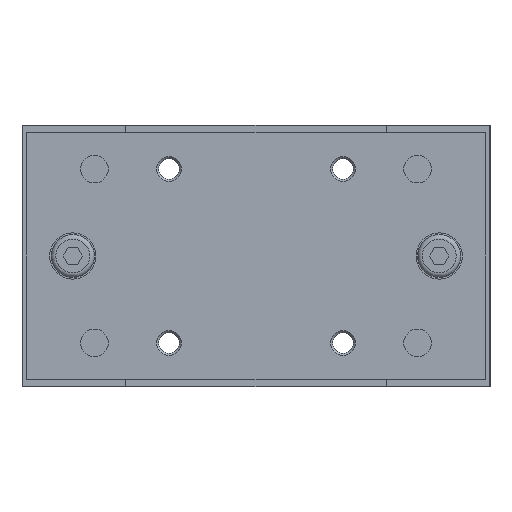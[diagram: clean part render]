
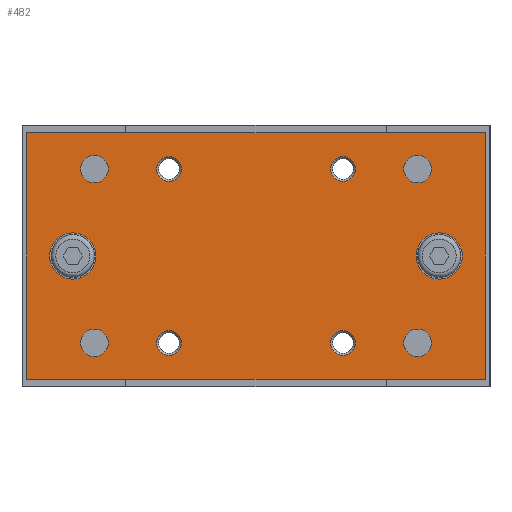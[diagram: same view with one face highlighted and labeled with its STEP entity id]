
A CAD part, left-side view. The second image highlights one B-rep face of the part: STEP entity #482.
In plain terms, the highlighted planar face has unit normal (-1, 0, 0).
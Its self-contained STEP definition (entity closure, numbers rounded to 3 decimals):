
#482 = ADVANCED_FACE( '', ( #1121, #1122, #1123, #1124, #1125, #1126, #1127, #1128, #1129, #1130, #1131 ), #1132, .F. );
#1121 = FACE_BOUND( '', #1922, .T. );
#1122 = FACE_BOUND( '', #1923, .T. );
#1123 = FACE_BOUND( '', #1924, .T. );
#1124 = FACE_BOUND( '', #1925, .T. );
#1125 = FACE_BOUND( '', #1926, .T. );
#1126 = FACE_BOUND( '', #1927, .T. );
#1127 = FACE_BOUND( '', #1928, .T. );
#1128 = FACE_BOUND( '', #1929, .T. );
#1129 = FACE_BOUND( '', #1930, .T. );
#1130 = FACE_BOUND( '', #1931, .T. );
#1131 = FACE_OUTER_BOUND( '', #1932, .T. );
#1132 = PLANE( '', #1933 );
#1922 = EDGE_LOOP( '', ( #3305 ) );
#1923 = EDGE_LOOP( '', ( #3306 ) );
#1924 = EDGE_LOOP( '', ( #3307 ) );
#1925 = EDGE_LOOP( '', ( #3308 ) );
#1926 = EDGE_LOOP( '', ( #3309 ) );
#1927 = EDGE_LOOP( '', ( #3310 ) );
#1928 = EDGE_LOOP( '', ( #3311 ) );
#1929 = EDGE_LOOP( '', ( #3312 ) );
#1930 = EDGE_LOOP( '', ( #3313 ) );
#1931 = EDGE_LOOP( '', ( #3314 ) );
#1932 = EDGE_LOOP( '', ( #3315, #3316, #3317, #3318 ) );
#1933 = AXIS2_PLACEMENT_3D( '', #3319, #3320, #3321 );
#3305 = ORIENTED_EDGE( '', *, *, #4480, .F. );
#3306 = ORIENTED_EDGE( '', *, *, #4371, .F. );
#3307 = ORIENTED_EDGE( '', *, *, #4674, .T. );
#3308 = ORIENTED_EDGE( '', *, *, #4499, .T. );
#3309 = ORIENTED_EDGE( '', *, *, #4586, .T. );
#3310 = ORIENTED_EDGE( '', *, *, #4368, .T. );
#3311 = ORIENTED_EDGE( '', *, *, #4675, .T. );
#3312 = ORIENTED_EDGE( '', *, *, #4676, .T. );
#3313 = ORIENTED_EDGE( '', *, *, #4598, .T. );
#3314 = ORIENTED_EDGE( '', *, *, #4677, .T. );
#3315 = ORIENTED_EDGE( '', *, *, #4593, .T. );
#3316 = ORIENTED_EDGE( '', *, *, #4205, .F. );
#3317 = ORIENTED_EDGE( '', *, *, #4373, .F. );
#3318 = ORIENTED_EDGE( '', *, *, #4678, .T. );
#3319 = CARTESIAN_POINT( '', ( -111., 74.5, 40. ) );
#3320 = DIRECTION( '', ( 1., 0., 0. ) );
#3321 = DIRECTION( '', ( 0., 0., -1. ) );
#4205 = EDGE_CURVE( '', #4959, #4954, #4961, .T. );
#4368 = EDGE_CURVE( '', #5251, #5251, #5252, .T. );
#4371 = EDGE_CURVE( '', #5256, #5256, #5257, .F. );
#4373 = EDGE_CURVE( '', #5259, #4959, #5260, .T. );
#4480 = EDGE_CURVE( '', #5424, #5424, #5425, .F. );
#4499 = EDGE_CURVE( '', #5451, #5451, #5452, .T. );
#4586 = EDGE_CURVE( '', #5574, #5574, #5575, .T. );
#4593 = EDGE_CURVE( '', #5584, #4954, #5585, .T. );
#4598 = EDGE_CURVE( '', #5592, #5592, #5593, .T. );
#4674 = EDGE_CURVE( '', #5693, #5693, #5694, .T. );
#4675 = EDGE_CURVE( '', #5695, #5695, #5696, .T. );
#4676 = EDGE_CURVE( '', #5697, #5697, #5698, .T. );
#4677 = EDGE_CURVE( '', #5699, #5699, #5700, .T. );
#4678 = EDGE_CURVE( '', #5259, #5584, #5701, .T. );
#4954 = VERTEX_POINT( '', #6040 );
#4959 = VERTEX_POINT( '', #6047 );
#4961 = LINE( '', #6050, #6051 );
#5251 = VERTEX_POINT( '', #6423 );
#5252 = CIRCLE( '', #6424, 4.5 );
#5256 = VERTEX_POINT( '', #6428 );
#5257 = CIRCLE( '', #6429, 7.5 );
#5259 = VERTEX_POINT( '', #6431 );
#5260 = LINE( '', #6432, #6433 );
#5424 = VERTEX_POINT( '', #6653 );
#5425 = CIRCLE( '', #6654, 7.5 );
#5451 = VERTEX_POINT( '', #6687 );
#5452 = CIRCLE( '', #6688, 4. );
#5574 = VERTEX_POINT( '', #6847 );
#5575 = CIRCLE( '', #6848, 4.5 );
#5584 = VERTEX_POINT( '', #6858 );
#5585 = LINE( '', #6859, #6860 );
#5592 = VERTEX_POINT( '', #6869 );
#5593 = CIRCLE( '', #6870, 4.5 );
#5693 = VERTEX_POINT( '', #6992 );
#5694 = CIRCLE( '', #6993, 4. );
#5695 = VERTEX_POINT( '', #6994 );
#5696 = CIRCLE( '', #6995, 4. );
#5697 = VERTEX_POINT( '', #6996 );
#5698 = CIRCLE( '', #6997, 4. );
#5699 = VERTEX_POINT( '', #6998 );
#5700 = CIRCLE( '', #6999, 4.5 );
#5701 = LINE( '', #7000, #7001 );
#6040 = CARTESIAN_POINT( '', ( -111., -74.5, -40. ) );
#6047 = CARTESIAN_POINT( '', ( -111., -74.5, 40. ) );
#6050 = CARTESIAN_POINT( '', ( -111., -74.5, 40. ) );
#6051 = VECTOR( '', #7371, 1000. );
#6423 = CARTESIAN_POINT( '', ( -111., 52.5, -32.75 ) );
#6424 = AXIS2_PLACEMENT_3D( '', #7631, #7632, #7633 );
#6428 = CARTESIAN_POINT( '', ( -111., 59.5, -7.5 ) );
#6429 = AXIS2_PLACEMENT_3D( '', #7637, #7638, #7639 );
#6431 = CARTESIAN_POINT( '', ( -111., 74.5, 40. ) );
#6432 = CARTESIAN_POINT( '', ( -111., 74.5, 40. ) );
#6433 = VECTOR( '', #7640, 1000. );
#6653 = CARTESIAN_POINT( '', ( -111., -59.5, -7.5 ) );
#6654 = AXIS2_PLACEMENT_3D( '', #7763, #7764, #7765 );
#6687 = CARTESIAN_POINT( '', ( -111., 28.25, -32.25 ) );
#6688 = AXIS2_PLACEMENT_3D( '', #7785, #7786, #7787 );
#6847 = CARTESIAN_POINT( '', ( -111., -52.5, -32.75 ) );
#6848 = AXIS2_PLACEMENT_3D( '', #7888, #7889, #7890 );
#6858 = CARTESIAN_POINT( '', ( -111., 74.5, -40. ) );
#6859 = CARTESIAN_POINT( '', ( -111., 74.5, -40. ) );
#6860 = VECTOR( '', #7898, 1000. );
#6869 = CARTESIAN_POINT( '', ( -111., -52.5, 23.75 ) );
#6870 = AXIS2_PLACEMENT_3D( '', #7904, #7905, #7906 );
#6992 = CARTESIAN_POINT( '', ( -111., -28.25, -32.25 ) );
#6993 = AXIS2_PLACEMENT_3D( '', #7992, #7993, #7994 );
#6994 = CARTESIAN_POINT( '', ( -111., -28.25, 24.25 ) );
#6995 = AXIS2_PLACEMENT_3D( '', #7995, #7996, #7997 );
#6996 = CARTESIAN_POINT( '', ( -111., 28.25, 24.25 ) );
#6997 = AXIS2_PLACEMENT_3D( '', #7998, #7999, #8000 );
#6998 = CARTESIAN_POINT( '', ( -111., 52.5, 23.75 ) );
#6999 = AXIS2_PLACEMENT_3D( '', #8001, #8002, #8003 );
#7000 = CARTESIAN_POINT( '', ( -111., 74.5, 40. ) );
#7001 = VECTOR( '', #8004, 1000. );
#7371 = DIRECTION( '', ( 0., 0., -1. ) );
#7631 = CARTESIAN_POINT( '', ( -111., 52.5, -28.25 ) );
#7632 = DIRECTION( '', ( 1., 0., 0. ) );
#7633 = DIRECTION( '', ( 0., 0., -1. ) );
#7637 = CARTESIAN_POINT( '', ( -111., 59.5, 0. ) );
#7638 = DIRECTION( '', ( 1., 0., 0. ) );
#7639 = DIRECTION( '', ( 0., 0., -1. ) );
#7640 = DIRECTION( '', ( 0., -1., 0. ) );
#7763 = CARTESIAN_POINT( '', ( -111., -59.5, 0. ) );
#7764 = DIRECTION( '', ( 1., 0., 0. ) );
#7765 = DIRECTION( '', ( 0., 0., -1. ) );
#7785 = CARTESIAN_POINT( '', ( -111., 28.25, -28.25 ) );
#7786 = DIRECTION( '', ( 1., 0., 0. ) );
#7787 = DIRECTION( '', ( 0., 0., -1. ) );
#7888 = CARTESIAN_POINT( '', ( -111., -52.5, -28.25 ) );
#7889 = DIRECTION( '', ( 1., 0., 0. ) );
#7890 = DIRECTION( '', ( 0., 0., -1. ) );
#7898 = DIRECTION( '', ( 0., -1., 0. ) );
#7904 = CARTESIAN_POINT( '', ( -111., -52.5, 28.25 ) );
#7905 = DIRECTION( '', ( 1., 0., 0. ) );
#7906 = DIRECTION( '', ( 0., 0., -1. ) );
#7992 = CARTESIAN_POINT( '', ( -111., -28.25, -28.25 ) );
#7993 = DIRECTION( '', ( 1., 0., 0. ) );
#7994 = DIRECTION( '', ( 0., 0., -1. ) );
#7995 = CARTESIAN_POINT( '', ( -111., -28.25, 28.25 ) );
#7996 = DIRECTION( '', ( 1., 0., 0. ) );
#7997 = DIRECTION( '', ( 0., 0., -1. ) );
#7998 = CARTESIAN_POINT( '', ( -111., 28.25, 28.25 ) );
#7999 = DIRECTION( '', ( 1., 0., 0. ) );
#8000 = DIRECTION( '', ( 0., 0., -1. ) );
#8001 = CARTESIAN_POINT( '', ( -111., 52.5, 28.25 ) );
#8002 = DIRECTION( '', ( 1., 0., 0. ) );
#8003 = DIRECTION( '', ( 0., 0., -1. ) );
#8004 = DIRECTION( '', ( 0., 0., -1. ) );
